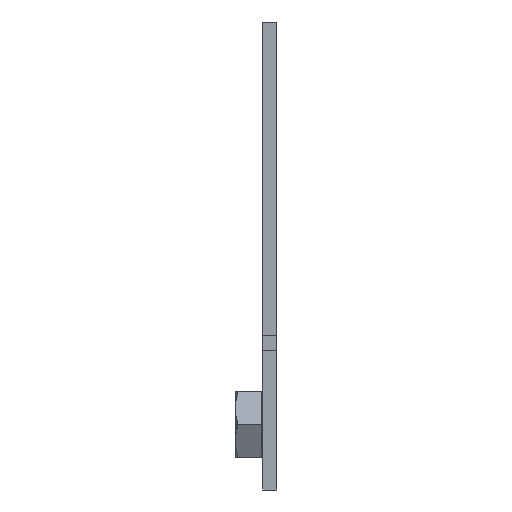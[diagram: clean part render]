
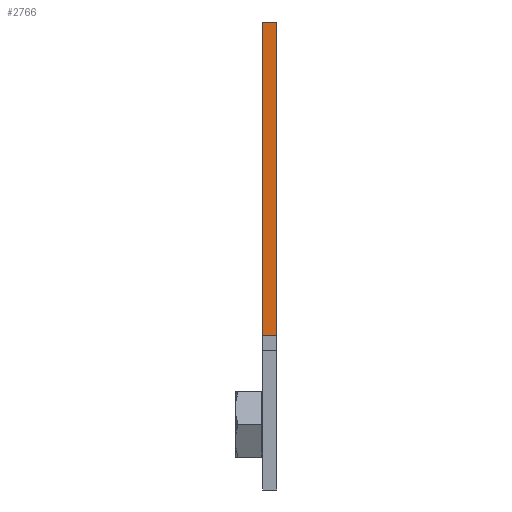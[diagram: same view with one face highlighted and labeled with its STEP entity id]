
A CAD part, left-side view. The second image highlights one B-rep face of the part: STEP entity #2766.
In plain terms, the highlighted planar face has unit normal (-1, 0, 0).
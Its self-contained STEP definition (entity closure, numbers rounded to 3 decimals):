
#32 = VERTEX_POINT ( 'NONE', #1494 ) ;
#170 = CARTESIAN_POINT ( 'NONE',  ( -556.804, -1091.305, -1134. ) ) ;
#257 = DIRECTION ( 'NONE',  ( 0., 1., 0. ) ) ;
#335 = LINE ( 'NONE', #662, #1727 ) ;
#468 = EDGE_CURVE ( 'NONE', #1465, #3084, #933, .T. ) ;
#576 = DIRECTION ( 'NONE',  ( 0., 0., -1. ) ) ;
#620 = CARTESIAN_POINT ( 'NONE',  ( -556.804, -1088.305, -1200.9 ) ) ;
#646 = DIRECTION ( 'NONE',  ( 0., 0., -1. ) ) ;
#649 = DIRECTION ( 'NONE',  ( 0., 0., -1. ) ) ;
#662 = CARTESIAN_POINT ( 'NONE',  ( -556.804, -1091.305, -1137. ) ) ;
#716 = EDGE_LOOP ( 'NONE', ( #1092, #1908, #2018, #2147 ) ) ;
#726 = AXIS2_PLACEMENT_3D ( 'NONE', #2929, #1610, #576 ) ;
#879 = CARTESIAN_POINT ( 'NONE',  ( -556.804, -1088.305, -1234. ) ) ;
#933 = LINE ( 'NONE', #879, #1284 ) ;
#1092 = ORIENTED_EDGE ( 'NONE', *, *, #1136, .F. ) ;
#1136 = EDGE_CURVE ( 'NONE', #32, #3084, #2065, .T. ) ;
#1236 = DIRECTION ( 'NONE',  ( 0., 1., 0. ) ) ;
#1284 = VECTOR ( 'NONE', #649, 1000. ) ;
#1332 = PLANE ( 'NONE',  #726 ) ;
#1383 = VECTOR ( 'NONE', #257, 1000. ) ;
#1411 = EDGE_CURVE ( 'NONE', #3039, #32, #335, .T. ) ;
#1433 = CARTESIAN_POINT ( 'NONE',  ( -556.804, -1088.305, -1134. ) ) ;
#1438 = CARTESIAN_POINT ( 'NONE',  ( -556.804, -1088.305, -1134. ) ) ;
#1465 = VERTEX_POINT ( 'NONE', #1433 ) ;
#1494 = CARTESIAN_POINT ( 'NONE',  ( -556.804, -1091.305, -1200.9 ) ) ;
#1610 = DIRECTION ( 'NONE',  ( 1., 0., 0. ) ) ;
#1657 = FACE_OUTER_BOUND ( 'NONE', #716, .T. ) ;
#1727 = VECTOR ( 'NONE', #646, 1000. ) ;
#1908 = ORIENTED_EDGE ( 'NONE', *, *, #1411, .F. ) ;
#2018 = ORIENTED_EDGE ( 'NONE', *, *, #2124, .T. ) ;
#2065 = LINE ( 'NONE', #3185, #1383 ) ;
#2124 = EDGE_CURVE ( 'NONE', #3039, #1465, #3053, .T. ) ;
#2147 = ORIENTED_EDGE ( 'NONE', *, *, #468, .T. ) ;
#2766 = ADVANCED_FACE ( 'NONE', ( #1657 ), #1332, .F. ) ;
#2781 = VECTOR ( 'NONE', #1236, 1000. ) ;
#2929 = CARTESIAN_POINT ( 'NONE',  ( -556.804, -1088.305, -1234. ) ) ;
#3039 = VERTEX_POINT ( 'NONE', #170 ) ;
#3053 = LINE ( 'NONE', #1438, #2781 ) ;
#3084 = VERTEX_POINT ( 'NONE', #620 ) ;
#3185 = CARTESIAN_POINT ( 'NONE',  ( -556.804, -1088.305, -1200.9 ) ) ;
